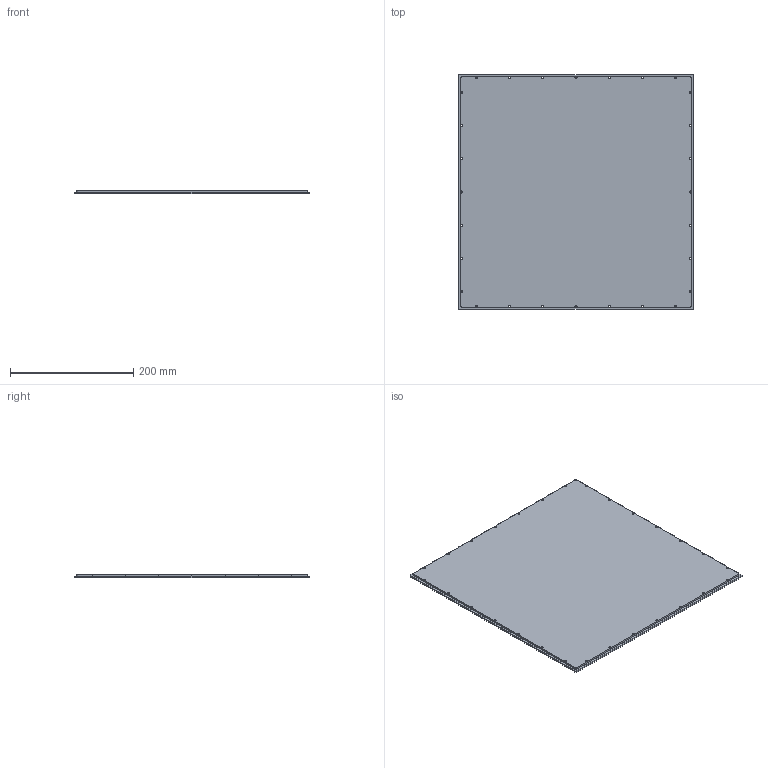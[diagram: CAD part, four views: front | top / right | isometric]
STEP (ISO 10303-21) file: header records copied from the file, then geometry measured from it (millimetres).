
FILE_DESCRIPTION (( 'STEP AP214' ), '1' );
FILE_NAME ('couvercle.STEP', '2018-03-12T13:39:22', ( '' ), ( '' ), 'SwSTEP 2.0', 'SolidWorks 2017', '' );
FILE_SCHEMA (( 'AUTOMOTIVE_DESIGN' ));
Length unit declared in the file: millimetre
Products named in the file (1): couvercle
Bounding box: 381 x 381 x 6 mm (x, y, z)
Volume: 854949.2 mm3; surface area: 300482.7 mm2
Topology: 1 solids, 1 shells, 127 faces, 316 edges, 192 vertices
Faces by surface type: cylinder 60, cone 56, plane 11
Entity records: 3944 total; most frequent: DIRECTION 748, CARTESIAN_POINT 636, ORIENTED_EDGE 632, EDGE_CURVE 316, AXIS2_PLACEMENT_3D 304, VERTEX_POINT 192, EDGE_LOOP 184, CIRCLE 176
